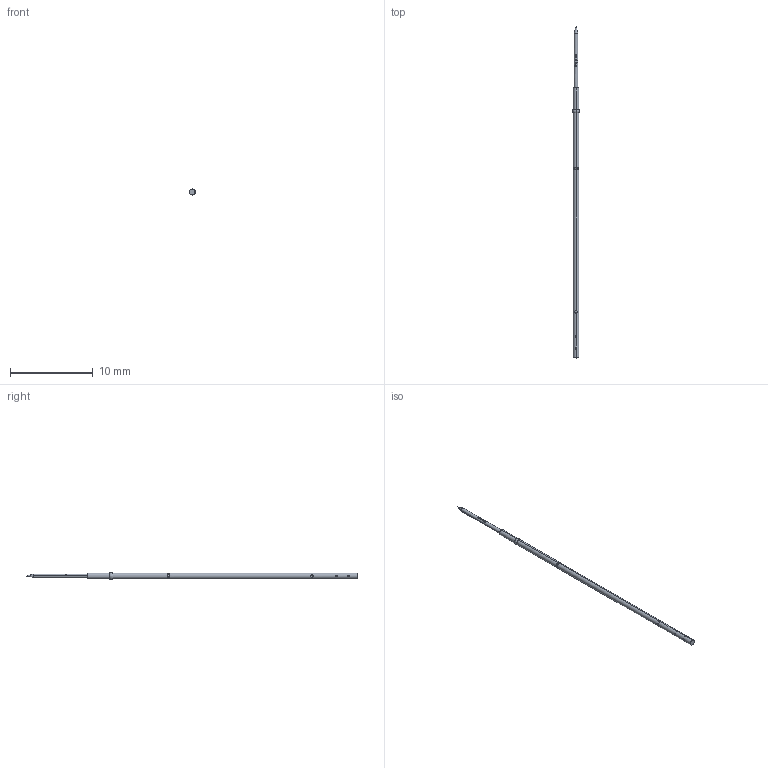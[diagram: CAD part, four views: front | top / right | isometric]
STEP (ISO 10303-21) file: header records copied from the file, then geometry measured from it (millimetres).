
FILE_DESCRIPTION (( 'STEP AP203' ), '1' );
FILE_NAME ('INGUN_GKS-081_351_050_A_xx03.STEP', '2021-09-30T07:43:06', ( 'ochi' ), ( '' ), 'SwSTEP 2.0', 'SolidWorks 2018', '' );
FILE_SCHEMA (( 'CONFIG_CONTROL_DESIGN' ));
Length unit declared in the file: millimetre
Products named in the file (1): INGUN_GKS-081_351_050_A_xx03
Bounding box: 0.81 x 40.2 x 0.82 mm (x, y, z)
Volume: 13.7 mm3; surface area: 83 mm2
Topology: 1 solids, 1 shells, 98 faces, 252 edges, 167 vertices
Faces by surface type: plane 42, cylinder 26, bspline 22, torus 6, cone 2
Entity records: 3751 total; most frequent: CARTESIAN_POINT 1510, ORIENTED_EDGE 500, DIRECTION 358, EDGE_CURVE 250, VERTEX_POINT 167, AXIS2_PLACEMENT_3D 141, EDGE_LOOP 111, B_SPLINE_CURVE_WITH_KNOTS 110
